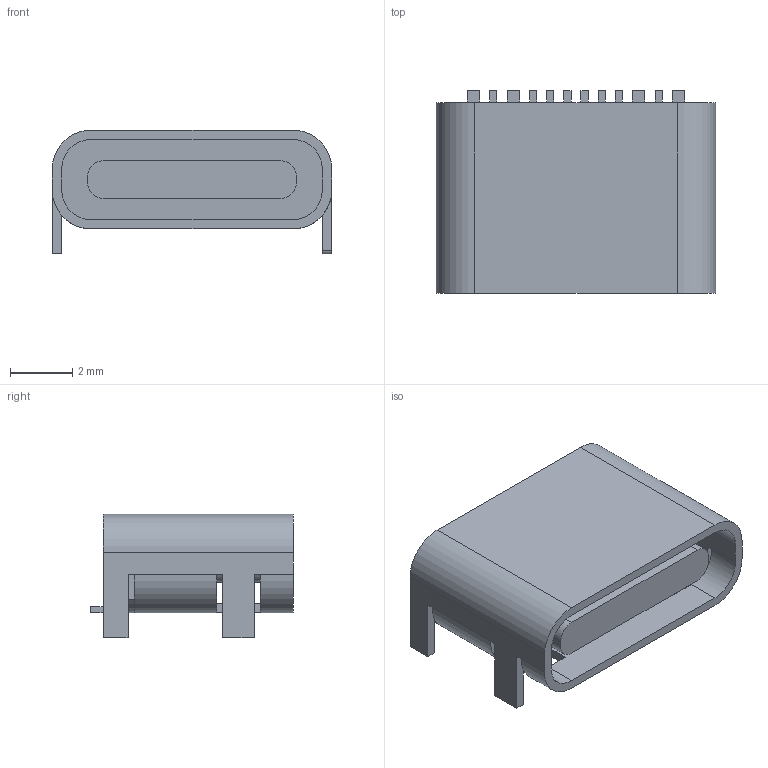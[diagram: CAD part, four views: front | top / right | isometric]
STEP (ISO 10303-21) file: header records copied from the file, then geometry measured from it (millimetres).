
FILE_DESCRIPTION (( 'STEP AP214' ), '1' );
FILE_NAME ('USBC_10PF-074.STEP', '2021-03-21T15:03:36', ( '' ), ( '' ), 'SwSTEP 2.0', 'SolidWorks 2021', '' );
FILE_SCHEMA (( 'AUTOMOTIVE_DESIGN' ));
Length unit declared in the file: millimetre
Products named in the file (1): USBC_10PF-074
Bounding box: 8.95 x 6.5 x 3.96 mm (x, y, z)
Volume: 98.7 mm3; surface area: 406.7 mm2
Topology: 14 solids, 14 shells, 147 faces, 357 edges, 234 vertices
Faces by surface type: plane 115, cylinder 32
Entity records: 5286 total; most frequent: CARTESIAN_POINT 829, ORIENTED_EDGE 714, DIRECTION 705, EDGE_CURVE 357, VECTOR 293, LINE 293, VERTEX_POINT 234, AXIS2_PLACEMENT_3D 206
